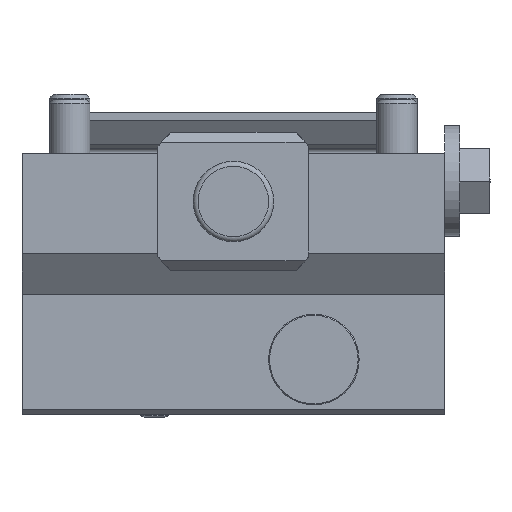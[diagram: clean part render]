
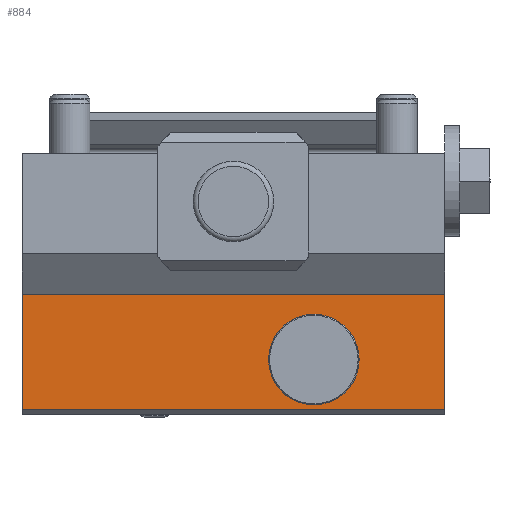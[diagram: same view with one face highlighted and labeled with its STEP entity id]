
A CAD part, left-side view. The second image highlights one B-rep face of the part: STEP entity #884.
In plain terms, the highlighted planar face has unit normal (-1, 0, 0).
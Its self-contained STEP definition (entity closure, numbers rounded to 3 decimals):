
#185=LINE('',#4724,#482);
#186=LINE('',#4726,#483);
#187=LINE('',#4728,#484);
#188=LINE('',#4730,#485);
#482=VECTOR('',#3667,1.);
#483=VECTOR('',#3670,1.);
#484=VECTOR('',#3671,1.);
#485=VECTOR('',#3672,1.);
#739=FACE_BOUND('',#1326,.T.);
#740=FACE_BOUND('',#1327,.T.);
#884=ADVANCED_FACE('',(#739,#740),#1023,.T.);
#1023=PLANE('',#3138);
#1326=EDGE_LOOP('',(#1787));
#1327=EDGE_LOOP('',(#1788,#1789,#1790,#1791));
#1787=ORIENTED_EDGE('',*,*,#2626,.T.);
#1788=ORIENTED_EDGE('',*,*,#2705,.F.);
#1789=ORIENTED_EDGE('',*,*,#2704,.F.);
#1790=ORIENTED_EDGE('',*,*,#2706,.T.);
#1791=ORIENTED_EDGE('',*,*,#2707,.T.);
#2326=VERTEX_POINT('',#4561);
#2376=VERTEX_POINT('',#4719);
#2378=VERTEX_POINT('',#4723);
#2379=VERTEX_POINT('',#4727);
#2380=VERTEX_POINT('',#4729);
#2626=EDGE_CURVE('',#2326,#2326,#2926,.T.);
#2704=EDGE_CURVE('',#2378,#2376,#185,.T.);
#2705=EDGE_CURVE('',#2376,#2379,#186,.T.);
#2706=EDGE_CURVE('',#2378,#2380,#187,.T.);
#2707=EDGE_CURVE('',#2380,#2379,#188,.T.);
#2926=CIRCLE('',#3087,9.);
#3087=AXIS2_PLACEMENT_3D('',#4560,#3506,#3507);
#3138=AXIS2_PLACEMENT_3D('',#4731,#3673,#3674);
#3506=DIRECTION('',(1.,0.,0.));
#3507=DIRECTION('',(0.,0.,-1.));
#3667=DIRECTION('',(0.,1.,0.));
#3670=DIRECTION('',(0.,0.,1.));
#3671=DIRECTION('',(0.,0.,1.));
#3672=DIRECTION('',(0.,1.,0.));
#3673=DIRECTION('',(-1.,0.,0.));
#3674=DIRECTION('',(0.,0.,-1.));
#4560=CARTESIAN_POINT('',(-59.8,-16.,-41.));
#4561=CARTESIAN_POINT('',(-59.8,-16.,-50.));
#4719=CARTESIAN_POINT('',(-59.8,42.,-51.));
#4723=CARTESIAN_POINT('',(-59.8,-42.,-51.));
#4724=CARTESIAN_POINT('',(-59.8,-42.,-51.));
#4726=CARTESIAN_POINT('',(-59.8,42.,-28.));
#4727=CARTESIAN_POINT('',(-59.8,42.,-28.));
#4728=CARTESIAN_POINT('',(-59.8,-42.,-28.));
#4729=CARTESIAN_POINT('',(-59.8,-42.,-28.));
#4730=CARTESIAN_POINT('',(-59.8,-42.,-28.));
#4731=CARTESIAN_POINT('',(-59.8,-42.,-28.));
